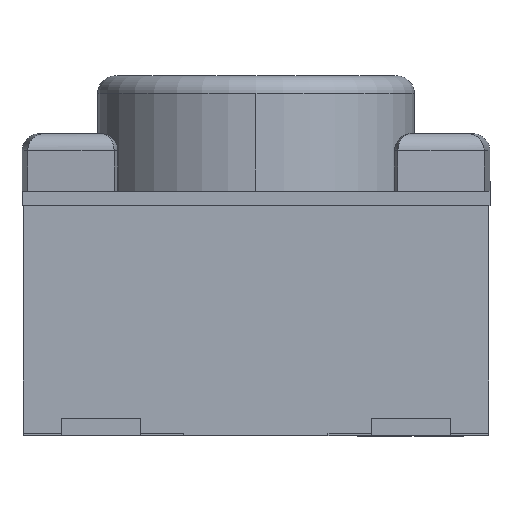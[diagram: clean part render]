
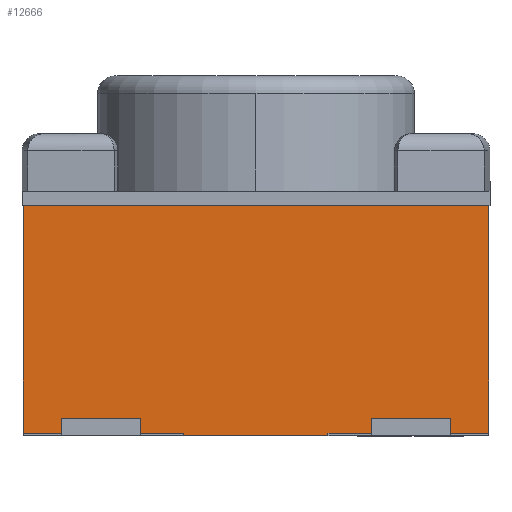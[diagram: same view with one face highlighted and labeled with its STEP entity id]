
A CAD part, left-side view. The second image highlights one B-rep face of the part: STEP entity #12666.
In plain terms, the highlighted planar face has unit normal (-1, 0, 0).
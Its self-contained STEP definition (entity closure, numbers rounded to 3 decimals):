
#61 = EDGE_CURVE ( 'NONE', #13596, #7598, #9523, .T. ) ;
#467 = DIRECTION ( 'NONE',  ( 0., 0., -1. ) ) ;
#830 = CARTESIAN_POINT ( 'NONE',  ( -2.09, -1.35, -1.58 ) ) ;
#856 = VERTEX_POINT ( 'NONE', #19567 ) ;
#1231 = LINE ( 'NONE', #12289, #16004 ) ;
#1331 = ORIENTED_EDGE ( 'NONE', *, *, #7273, .F. ) ;
#1661 = LINE ( 'NONE', #21888, #11999 ) ;
#1981 = CARTESIAN_POINT ( 'NONE',  ( -2.09, -0.5, -1.68 ) ) ;
#2101 = CARTESIAN_POINT ( 'NONE',  ( -2.09, -0.5, -1.68 ) ) ;
#2255 = DIRECTION ( 'NONE',  ( 0., 1., 0. ) ) ;
#2305 = VECTOR ( 'NONE', #467, 1000. ) ;
#2306 = ORIENTED_EDGE ( 'NONE', *, *, #5027, .T. ) ;
#2401 = CARTESIAN_POINT ( 'NONE',  ( -2.09, 1.35, -1.58 ) ) ;
#2860 = VERTEX_POINT ( 'NONE', #12625 ) ;
#2904 = VERTEX_POINT ( 'NONE', #10877 ) ;
#3072 = CARTESIAN_POINT ( 'NONE',  ( -2.09, 1.35, -1.58 ) ) ;
#3437 = DIRECTION ( 'NONE',  ( 0., 0., 1. ) ) ;
#3446 = DIRECTION ( 'NONE',  ( 0., 1., 0. ) ) ;
#3511 = EDGE_CURVE ( 'NONE', #13382, #9204, #5475, .T. ) ;
#3700 = CARTESIAN_POINT ( 'NONE',  ( -2.09, -1.615, -1.7 ) ) ;
#4328 = EDGE_CURVE ( 'NONE', #5895, #9204, #10711, .T. ) ;
#4496 = ORIENTED_EDGE ( 'NONE', *, *, #4328, .F. ) ;
#4640 = VECTOR ( 'NONE', #19691, 1000. ) ;
#4658 = LINE ( 'NONE', #13970, #18442 ) ;
#4793 = EDGE_CURVE ( 'NONE', #10267, #5895, #11139, .T. ) ;
#5016 = VECTOR ( 'NONE', #2255, 1000. ) ;
#5027 = EDGE_CURVE ( 'NONE', #12025, #856, #8981, .T. ) ;
#5089 = LINE ( 'NONE', #7318, #23445 ) ;
#5123 = LINE ( 'NONE', #19618, #14092 ) ;
#5398 = CARTESIAN_POINT ( 'NONE',  ( -2.09, 1.615, -1.68 ) ) ;
#5467 = ORIENTED_EDGE ( 'NONE', *, *, #8671, .F. ) ;
#5475 = LINE ( 'NONE', #12689, #12959 ) ;
#5882 = EDGE_CURVE ( 'NONE', #13382, #856, #4658, .T. ) ;
#5895 = VERTEX_POINT ( 'NONE', #17597 ) ;
#6220 = VECTOR ( 'NONE', #6987, 1000. ) ;
#6442 = ORIENTED_EDGE ( 'NONE', *, *, #14856, .F. ) ;
#6471 = VERTEX_POINT ( 'NONE', #11050 ) ;
#6987 = DIRECTION ( 'NONE',  ( 0., 0., -1. ) ) ;
#7125 = VERTEX_POINT ( 'NONE', #5398 ) ;
#7136 = EDGE_LOOP ( 'NONE', ( #9681, #12628, #4496, #15880, #6442, #20709, #12527, #22300, #5467, #9422, #8525, #1331, #14919, #15347, #9876, #2306 ) ) ;
#7273 = EDGE_CURVE ( 'NONE', #7125, #7598, #9018, .T. ) ;
#7318 = CARTESIAN_POINT ( 'NONE',  ( -2.09, -1.615, -1.7 ) ) ;
#7598 = VERTEX_POINT ( 'NONE', #17361 ) ;
#8211 = LINE ( 'NONE', #15440, #13482 ) ;
#8506 = DIRECTION ( 'NONE',  ( 0., 1., 0. ) ) ;
#8525 = ORIENTED_EDGE ( 'NONE', *, *, #61, .T. ) ;
#8637 = CARTESIAN_POINT ( 'NONE',  ( -2.09, 0.5, -1.7 ) ) ;
#8671 = EDGE_CURVE ( 'NONE', #2860, #2904, #1661, .T. ) ;
#8918 = DIRECTION ( 'NONE',  ( 0., 1., 0. ) ) ;
#8981 = LINE ( 'NONE', #18284, #22931 ) ;
#9018 = LINE ( 'NONE', #14213, #13285 ) ;
#9129 = DIRECTION ( 'NONE',  ( 0., 0., -1. ) ) ;
#9204 = VERTEX_POINT ( 'NONE', #8637 ) ;
#9338 = EDGE_CURVE ( 'NONE', #2860, #13596, #5089, .T. ) ;
#9422 = ORIENTED_EDGE ( 'NONE', *, *, #9338, .T. ) ;
#9523 = LINE ( 'NONE', #12693, #5016 ) ;
#9681 = ORIENTED_EDGE ( 'NONE', *, *, #5882, .F. ) ;
#9876 = ORIENTED_EDGE ( 'NONE', *, *, #22719, .T. ) ;
#10073 = VECTOR ( 'NONE', #15361, 1000. ) ;
#10135 = DIRECTION ( 'NONE',  ( 1., 0., 0. ) ) ;
#10262 = EDGE_CURVE ( 'NONE', #14748, #15747, #8211, .T. ) ;
#10267 = VERTEX_POINT ( 'NONE', #1981 ) ;
#10562 = VECTOR ( 'NONE', #10566, 1000. ) ;
#10566 = DIRECTION ( 'NONE',  ( 0., 0., -1. ) ) ;
#10674 = DIRECTION ( 'NONE',  ( 0., 1., 0. ) ) ;
#10705 = DIRECTION ( 'NONE',  ( 0., 0., -1. ) ) ;
#10711 = LINE ( 'NONE', #3700, #16078 ) ;
#10877 = CARTESIAN_POINT ( 'NONE',  ( -2.09, -1.35, -1.68 ) ) ;
#11050 = CARTESIAN_POINT ( 'NONE',  ( -2.09, 1.35, -1.68 ) ) ;
#11139 = LINE ( 'NONE', #2101, #6220 ) ;
#11477 = EDGE_CURVE ( 'NONE', #17333, #6471, #19395, .T. ) ;
#11677 = CARTESIAN_POINT ( 'NONE',  ( -2.09, 1.35, -1.58 ) ) ;
#11999 = VECTOR ( 'NONE', #8918, 1000. ) ;
#12025 = VERTEX_POINT ( 'NONE', #21278 ) ;
#12144 = PLANE ( 'NONE',  #21948 ) ;
#12185 = CARTESIAN_POINT ( 'NONE',  ( -2.09, -0.8, -1.58 ) ) ;
#12289 = CARTESIAN_POINT ( 'NONE',  ( -2.09, -0.8, -1.68 ) ) ;
#12362 = FACE_OUTER_BOUND ( 'NONE', #7136, .T. ) ;
#12508 = CARTESIAN_POINT ( 'NONE',  ( -2.09, 0.5, -1.68 ) ) ;
#12527 = ORIENTED_EDGE ( 'NONE', *, *, #20243, .F. ) ;
#12625 = CARTESIAN_POINT ( 'NONE',  ( -2.09, -1.615, -1.68 ) ) ;
#12628 = ORIENTED_EDGE ( 'NONE', *, *, #3511, .T. ) ;
#12666 = ADVANCED_FACE ( 'NONE', ( #12362 ), #12144, .F. ) ;
#12689 = CARTESIAN_POINT ( 'NONE',  ( -2.09, 0.5, -1.68 ) ) ;
#12693 = CARTESIAN_POINT ( 'NONE',  ( -2.09, -1.615, -0.1 ) ) ;
#12750 = DIRECTION ( 'NONE',  ( 0., 0., -1. ) ) ;
#12959 = VECTOR ( 'NONE', #10705, 1000. ) ;
#13285 = VECTOR ( 'NONE', #3437, 1000. ) ;
#13382 = VERTEX_POINT ( 'NONE', #12508 ) ;
#13482 = VECTOR ( 'NONE', #9129, 1000. ) ;
#13596 = VERTEX_POINT ( 'NONE', #20439 ) ;
#13970 = CARTESIAN_POINT ( 'NONE',  ( -2.09, 0.8, -1.68 ) ) ;
#14092 = VECTOR ( 'NONE', #3446, 1000. ) ;
#14213 = CARTESIAN_POINT ( 'NONE',  ( -2.09, 1.615, -1.7 ) ) ;
#14478 = EDGE_CURVE ( 'NONE', #19501, #2904, #16789, .T. ) ;
#14748 = VERTEX_POINT ( 'NONE', #12185 ) ;
#14781 = EDGE_CURVE ( 'NONE', #6471, #7125, #17681, .T. ) ;
#14856 = EDGE_CURVE ( 'NONE', #15747, #10267, #1231, .T. ) ;
#14919 = ORIENTED_EDGE ( 'NONE', *, *, #14781, .F. ) ;
#14978 = CARTESIAN_POINT ( 'NONE',  ( -2.09, -1.35, -1.58 ) ) ;
#15347 = ORIENTED_EDGE ( 'NONE', *, *, #11477, .F. ) ;
#15361 = DIRECTION ( 'NONE',  ( 0., -1., 0. ) ) ;
#15440 = CARTESIAN_POINT ( 'NONE',  ( -2.09, -0.8, -1.58 ) ) ;
#15747 = VERTEX_POINT ( 'NONE', #16567 ) ;
#15880 = ORIENTED_EDGE ( 'NONE', *, *, #4793, .F. ) ;
#16004 = VECTOR ( 'NONE', #8506, 1000. ) ;
#16078 = VECTOR ( 'NONE', #23570, 1000. ) ;
#16567 = CARTESIAN_POINT ( 'NONE',  ( -2.09, -0.8, -1.68 ) ) ;
#16789 = LINE ( 'NONE', #830, #2305 ) ;
#17333 = VERTEX_POINT ( 'NONE', #2401 ) ;
#17361 = CARTESIAN_POINT ( 'NONE',  ( -2.09, 1.615, -0.1 ) ) ;
#17597 = CARTESIAN_POINT ( 'NONE',  ( -2.09, -0.5, -1.7 ) ) ;
#17631 = CARTESIAN_POINT ( 'NONE',  ( -2.09, -1.615, -1.7 ) ) ;
#17681 = LINE ( 'NONE', #20998, #4640 ) ;
#17696 = DIRECTION ( 'NONE',  ( 0., 0., 1. ) ) ;
#18284 = CARTESIAN_POINT ( 'NONE',  ( -2.09, 0.8, -1.58 ) ) ;
#18442 = VECTOR ( 'NONE', #10674, 1000. ) ;
#19395 = LINE ( 'NONE', #3072, #10562 ) ;
#19416 = DIRECTION ( 'NONE',  ( 0., 0., -1. ) ) ;
#19501 = VERTEX_POINT ( 'NONE', #14978 ) ;
#19567 = CARTESIAN_POINT ( 'NONE',  ( -2.09, 0.8, -1.68 ) ) ;
#19618 = CARTESIAN_POINT ( 'NONE',  ( -2.09, -1.35, -1.58 ) ) ;
#19691 = DIRECTION ( 'NONE',  ( 0., 1., 0. ) ) ;
#20243 = EDGE_CURVE ( 'NONE', #19501, #14748, #5123, .T. ) ;
#20439 = CARTESIAN_POINT ( 'NONE',  ( -2.09, -1.615, -0.1 ) ) ;
#20709 = ORIENTED_EDGE ( 'NONE', *, *, #10262, .F. ) ;
#20841 = LINE ( 'NONE', #11677, #10073 ) ;
#20998 = CARTESIAN_POINT ( 'NONE',  ( -2.09, 1.615, -1.68 ) ) ;
#21278 = CARTESIAN_POINT ( 'NONE',  ( -2.09, 0.8, -1.58 ) ) ;
#21888 = CARTESIAN_POINT ( 'NONE',  ( -2.09, -1.615, -1.68 ) ) ;
#21948 = AXIS2_PLACEMENT_3D ( 'NONE', #17631, #10135, #19416 ) ;
#22300 = ORIENTED_EDGE ( 'NONE', *, *, #14478, .T. ) ;
#22719 = EDGE_CURVE ( 'NONE', #17333, #12025, #20841, .T. ) ;
#22931 = VECTOR ( 'NONE', #12750, 1000. ) ;
#23445 = VECTOR ( 'NONE', #17696, 1000. ) ;
#23570 = DIRECTION ( 'NONE',  ( 0., 1., 0. ) ) ;
